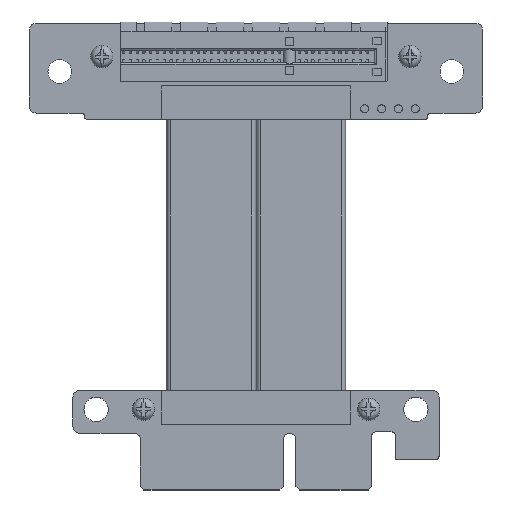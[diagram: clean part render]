
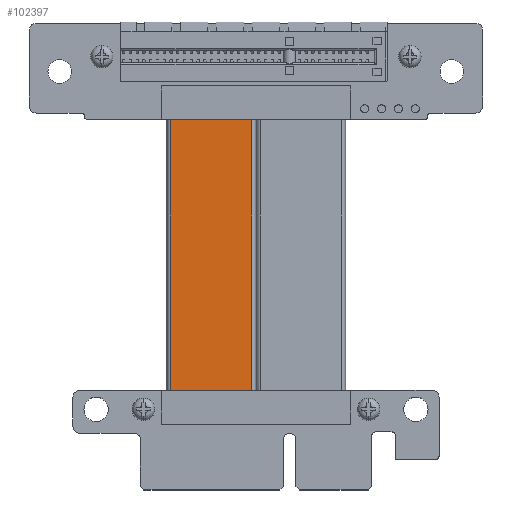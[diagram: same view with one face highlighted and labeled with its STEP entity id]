
A CAD part, top view. The second image highlights one B-rep face of the part: STEP entity #102397.
In plain terms, the highlighted face is planar.
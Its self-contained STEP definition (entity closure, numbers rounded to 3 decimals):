
#102360 = VERTEX_POINT('',#102361);
#102361 = CARTESIAN_POINT('',(12.065,-1.4,-43.));
#102379 = VERTEX_POINT('',#102380);
#102380 = CARTESIAN_POINT('',(12.065,-1.4,0.));
#102387 = EDGE_CURVE('',#102360,#102379,#102388,.T.);
#102388 = LINE('',#102389,#102390);
#102389 = CARTESIAN_POINT('',(12.065,-1.4,-43.));
#102390 = VECTOR('',#102391,1.);
#102391 = DIRECTION('',(0.,0.,1.));
#102397 = ADVANCED_FACE('',(#102398),#102423,.T.);
#102398 = FACE_BOUND('',#102399,.T.);
#102399 = EDGE_LOOP('',(#102400,#102408,#102416,#102422));
#102400 = ORIENTED_EDGE('',*,*,#102401,.F.);
#102401 = EDGE_CURVE('',#102402,#102379,#102404,.T.);
#102402 = VERTEX_POINT('',#102403);
#102403 = CARTESIAN_POINT('',(0.,-1.4,
    0.));
#102404 = LINE('',#102405,#102406);
#102405 = CARTESIAN_POINT('',(6.032,-1.4,0.));
#102406 = VECTOR('',#102407,1.);
#102407 = DIRECTION('',(1.,0.,0.));
#102408 = ORIENTED_EDGE('',*,*,#102409,.F.);
#102409 = EDGE_CURVE('',#102410,#102402,#102412,.T.);
#102410 = VERTEX_POINT('',#102411);
#102411 = CARTESIAN_POINT('',(0.,-1.4,-43.)
  );
#102412 = LINE('',#102413,#102414);
#102413 = CARTESIAN_POINT('',(0.,-1.4,-43.)
  );
#102414 = VECTOR('',#102415,1.);
#102415 = DIRECTION('',(0.,0.,1.));
#102416 = ORIENTED_EDGE('',*,*,#102417,.T.);
#102417 = EDGE_CURVE('',#102410,#102360,#102418,.T.);
#102418 = LINE('',#102419,#102420);
#102419 = CARTESIAN_POINT('',(12.065,-1.4,-43.));
#102420 = VECTOR('',#102421,1.);
#102421 = DIRECTION('',(1.,0.,0.));
#102422 = ORIENTED_EDGE('',*,*,#102387,.T.);
#102423 = PLANE('',#102424);
#102424 = AXIS2_PLACEMENT_3D('',#102425,#102426,#102427);
#102425 = CARTESIAN_POINT('',(6.032,-1.4,-43.));
#102426 = DIRECTION('',(0.,-1.,0.));
#102427 = DIRECTION('',(0.,0.,-1.));
